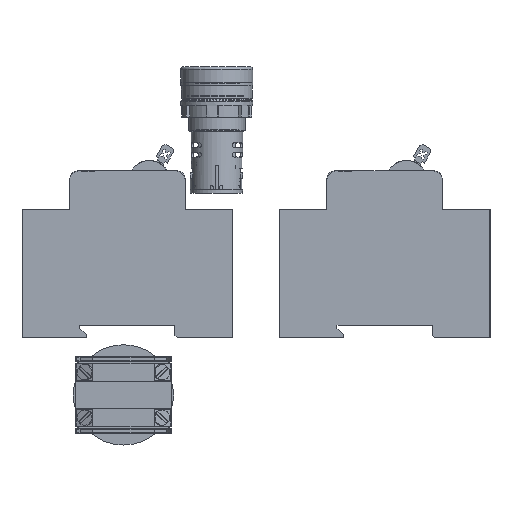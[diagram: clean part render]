
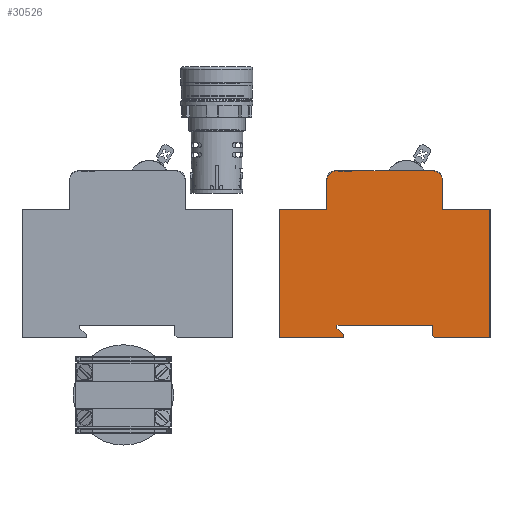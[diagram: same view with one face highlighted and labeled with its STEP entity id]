
A CAD part, front view. The second image highlights one B-rep face of the part: STEP entity #30526.
In plain terms, the highlighted planar face has unit normal (0, -1, 0).
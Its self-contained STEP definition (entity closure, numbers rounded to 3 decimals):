
#1581=CIRCLE('',#32927,3.4);
#1582=CIRCLE('',#32928,3.4);
#2961=FACE_OUTER_BOUND('',#4665,.T.);
#4665=EDGE_LOOP('',(#22739,#22740,#22741,#22742,#22743,#22744,#22745,#22746,
#22747,#22748,#22749,#22750,#22751,#22752,#22753,#22754,#22755));
#6756=LINE('',#49094,#9541);
#6767=LINE('',#49116,#9552);
#6770=LINE('',#49122,#9555);
#6773=LINE('',#49128,#9558);
#6776=LINE('',#49134,#9561);
#6779=LINE('',#49140,#9564);
#6782=LINE('',#49146,#9567);
#6785=LINE('',#49152,#9570);
#6857=LINE('',#49307,#9642);
#6858=LINE('',#49308,#9643);
#6859=LINE('',#49310,#9644);
#6860=LINE('',#49312,#9645);
#6861=LINE('',#49314,#9646);
#6862=LINE('',#49318,#9647);
#6863=LINE('',#49321,#9648);
#9541=VECTOR('',#38241,21.4);
#9552=VECTOR('',#38254,1.414);
#9555=VECTOR('',#38259,4.);
#9558=VECTOR('',#38264,37.);
#9561=VECTOR('',#38269,1.5);
#9564=VECTOR('',#38274,3.202);
#9567=VECTOR('',#38279,1.5);
#9570=VECTOR('',#38284,24.9);
#9642=VECTOR('',#38398,18.5);
#9643=VECTOR('',#38399,49.9);
#9644=VECTOR('',#38400,49.9);
#9645=VECTOR('',#38401,18.5);
#9646=VECTOR('',#38402,11.6);
#9647=VECTOR('',#38405,38.);
#9648=VECTOR('',#38408,11.6);
#12669=VERTEX_POINT('',#49091);
#12670=VERTEX_POINT('',#49093);
#12680=VERTEX_POINT('',#49115);
#12682=VERTEX_POINT('',#49121);
#12684=VERTEX_POINT('',#49127);
#12686=VERTEX_POINT('',#49133);
#12688=VERTEX_POINT('',#49139);
#12690=VERTEX_POINT('',#49145);
#12692=VERTEX_POINT('',#49151);
#12753=VERTEX_POINT('',#49305);
#12754=VERTEX_POINT('',#49306);
#12755=VERTEX_POINT('',#49309);
#12756=VERTEX_POINT('',#49311);
#12757=VERTEX_POINT('',#49313);
#12758=VERTEX_POINT('',#49315);
#12759=VERTEX_POINT('',#49317);
#12760=VERTEX_POINT('',#49319);
#16223=EDGE_CURVE('',#12670,#12669,#6756,.T.);
#16234=EDGE_CURVE('',#12680,#12670,#6767,.T.);
#16237=EDGE_CURVE('',#12682,#12680,#6770,.T.);
#16240=EDGE_CURVE('',#12684,#12682,#6773,.T.);
#16243=EDGE_CURVE('',#12686,#12684,#6776,.T.);
#16246=EDGE_CURVE('',#12688,#12686,#6779,.T.);
#16249=EDGE_CURVE('',#12690,#12688,#6782,.T.);
#16252=EDGE_CURVE('',#12692,#12690,#6785,.T.);
#16335=EDGE_CURVE('',#12753,#12754,#6857,.T.);
#16336=EDGE_CURVE('',#12754,#12692,#6858,.T.);
#16337=EDGE_CURVE('',#12669,#12755,#6859,.T.);
#16338=EDGE_CURVE('',#12755,#12756,#6860,.T.);
#16339=EDGE_CURVE('',#12756,#12757,#6861,.T.);
#16340=EDGE_CURVE('',#12757,#12758,#1581,.T.);
#16341=EDGE_CURVE('',#12758,#12759,#6862,.T.);
#16342=EDGE_CURVE('',#12759,#12760,#1582,.T.);
#16343=EDGE_CURVE('',#12760,#12753,#6863,.T.);
#22739=ORIENTED_EDGE('',*,*,#16335,.T.);
#22740=ORIENTED_EDGE('',*,*,#16336,.T.);
#22741=ORIENTED_EDGE('',*,*,#16252,.T.);
#22742=ORIENTED_EDGE('',*,*,#16249,.T.);
#22743=ORIENTED_EDGE('',*,*,#16246,.T.);
#22744=ORIENTED_EDGE('',*,*,#16243,.T.);
#22745=ORIENTED_EDGE('',*,*,#16240,.T.);
#22746=ORIENTED_EDGE('',*,*,#16237,.T.);
#22747=ORIENTED_EDGE('',*,*,#16234,.T.);
#22748=ORIENTED_EDGE('',*,*,#16223,.T.);
#22749=ORIENTED_EDGE('',*,*,#16337,.T.);
#22750=ORIENTED_EDGE('',*,*,#16338,.T.);
#22751=ORIENTED_EDGE('',*,*,#16339,.T.);
#22752=ORIENTED_EDGE('',*,*,#16340,.T.);
#22753=ORIENTED_EDGE('',*,*,#16341,.T.);
#22754=ORIENTED_EDGE('',*,*,#16342,.T.);
#22755=ORIENTED_EDGE('',*,*,#16343,.T.);
#27981=PLANE('',#32926);
#30526=ADVANCED_FACE('',(#2961),#27981,.T.);
#32926=AXIS2_PLACEMENT_3D('',#49304,#38396,#38397);
#32927=AXIS2_PLACEMENT_3D('',#49316,#38403,#38404);
#32928=AXIS2_PLACEMENT_3D('',#49320,#38406,#38407);
#38241=DIRECTION('',(1.,0.,0.));
#38254=DIRECTION('',(0.707,0.,-0.707));
#38259=DIRECTION('',(0.,0.,-1.));
#38264=DIRECTION('',(1.,0.,0.));
#38269=DIRECTION('',(0.,0.,1.));
#38274=DIRECTION('',(-0.781,0.,0.625));
#38279=DIRECTION('',(0.,0.,1.));
#38284=DIRECTION('',(1.,0.,0.));
#38396=DIRECTION('center_axis',(0.,-1.,0.));
#38397=DIRECTION('ref_axis',(1.,0.,0.));
#38398=DIRECTION('',(-1.,0.,0.));
#38399=DIRECTION('',(0.,0.,-1.));
#38400=DIRECTION('',(0.,0.,1.));
#38401=DIRECTION('',(-1.,0.,0.));
#38402=DIRECTION('',(0.,0.,1.));
#38403=DIRECTION('center_axis',(0.,-1.,0.));
#38404=DIRECTION('ref_axis',(1.,0.,0.));
#38405=DIRECTION('',(-1.,0.,0.));
#38406=DIRECTION('center_axis',(0.,-1.,0.));
#38407=DIRECTION('ref_axis',(1.,0.,0.));
#38408=DIRECTION('',(0.,0.,-1.));
#49091=CARTESIAN_POINT('',(142.46,43.766,-57.8));
#49093=CARTESIAN_POINT('',(121.06,43.766,-57.8));
#49094=CARTESIAN_POINT('',(121.06,43.766,-57.8));
#49115=CARTESIAN_POINT('',(120.06,43.766,-56.8));
#49116=CARTESIAN_POINT('',(120.06,43.766,-56.8));
#49121=CARTESIAN_POINT('',(120.06,43.766,-52.8));
#49122=CARTESIAN_POINT('',(120.06,43.766,-52.8));
#49127=CARTESIAN_POINT('',(83.06,43.766,-52.8));
#49128=CARTESIAN_POINT('',(83.06,43.766,-52.8));
#49133=CARTESIAN_POINT('',(83.06,43.766,-54.3));
#49134=CARTESIAN_POINT('',(83.06,43.766,-54.3));
#49139=CARTESIAN_POINT('',(85.56,43.766,-56.3));
#49140=CARTESIAN_POINT('',(85.56,43.766,-56.3));
#49145=CARTESIAN_POINT('',(85.56,43.766,-57.8));
#49146=CARTESIAN_POINT('',(85.56,43.766,-57.8));
#49151=CARTESIAN_POINT('',(60.66,43.766,-57.8));
#49152=CARTESIAN_POINT('',(60.66,43.766,-57.8));
#49304=CARTESIAN_POINT('Origin',(120.56,43.766,3.7));
#49305=CARTESIAN_POINT('',(79.16,43.766,-7.9));
#49306=CARTESIAN_POINT('',(60.66,43.766,-7.9));
#49307=CARTESIAN_POINT('',(79.16,43.766,-7.9));
#49308=CARTESIAN_POINT('',(60.66,43.766,-7.9));
#49309=CARTESIAN_POINT('',(142.46,43.766,-7.9));
#49310=CARTESIAN_POINT('',(142.46,43.766,-57.8));
#49311=CARTESIAN_POINT('',(123.96,43.766,-7.9));
#49312=CARTESIAN_POINT('',(142.46,43.766,-7.9));
#49313=CARTESIAN_POINT('',(123.96,43.766,3.7));
#49314=CARTESIAN_POINT('',(123.96,43.766,-7.9));
#49315=CARTESIAN_POINT('',(120.56,43.766,7.1));
#49316=CARTESIAN_POINT('Origin',(120.56,43.766,3.7));
#49317=CARTESIAN_POINT('',(82.56,43.766,7.1));
#49318=CARTESIAN_POINT('',(120.56,43.766,7.1));
#49319=CARTESIAN_POINT('',(79.16,43.766,3.7));
#49320=CARTESIAN_POINT('Origin',(82.56,43.766,3.7));
#49321=CARTESIAN_POINT('',(79.16,43.766,3.7));
